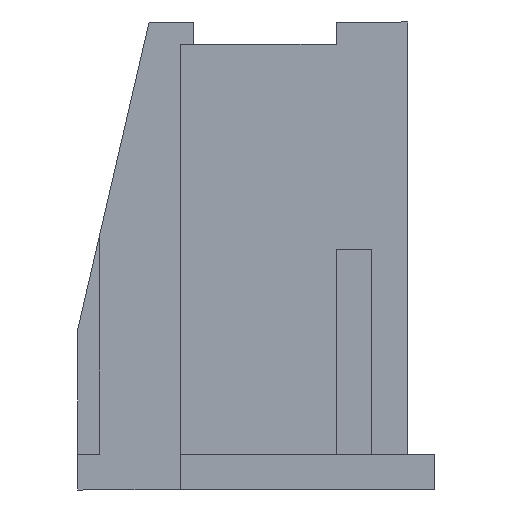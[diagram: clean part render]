
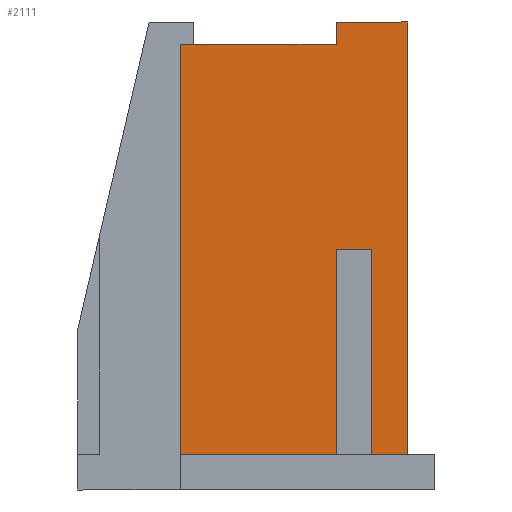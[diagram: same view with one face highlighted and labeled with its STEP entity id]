
A CAD part, left-side view. The second image highlights one B-rep face of the part: STEP entity #2111.
In plain terms, the highlighted planar face has unit normal (-1, 0, 0).
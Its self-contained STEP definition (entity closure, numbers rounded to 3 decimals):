
#1361 = VERTEX_POINT ( 'NONE', #3870 ) ;
#1362 = VERTEX_POINT ( 'NONE', #3869 ) ;
#1364 = EDGE_CURVE ( 'NONE', #1365, #1362, #3929, .T. ) ;
#1365 = VERTEX_POINT ( 'NONE', #3925 ) ;
#1387 = EDGE_CURVE ( 'NONE', #1365, #1388, #3954, .T. ) ;
#1388 = VERTEX_POINT ( 'NONE', #3950 ) ;
#1647 = EDGE_CURVE ( 'NONE', #1723, #1361, #4915, .T. ) ;
#1723 = VERTEX_POINT ( 'NONE', #5038 ) ;
#2031 = ORIENTED_EDGE ( 'NONE', *, *, #2134, .T. ) ;
#2032 = ORIENTED_EDGE ( 'NONE', *, *, #1387, .F. ) ;
#2033 = ORIENTED_EDGE ( 'NONE', *, *, #1364, .T. ) ;
#2034 = ORIENTED_EDGE ( 'NONE', *, *, #2035, .T. ) ;
#2035 = EDGE_CURVE ( 'NONE', #1362, #2043, #5785, .T. ) ;
#2043 = VERTEX_POINT ( 'NONE', #5828 ) ;
#2044 = VERTEX_POINT ( 'NONE', #5826 ) ;
#2045 = ORIENTED_EDGE ( 'NONE', *, *, #2046, .T. ) ;
#2046 = EDGE_CURVE ( 'NONE', #2044, #1723, #5820, .T. ) ;
#2047 = ORIENTED_EDGE ( 'NONE', *, *, #1647, .T. ) ;
#2048 = ORIENTED_EDGE ( 'NONE', *, *, #2049, .T. ) ;
#2049 = EDGE_CURVE ( 'NONE', #1361, #2050, #5811, .T. ) ;
#2050 = VERTEX_POINT ( 'NONE', #5936 ) ;
#2051 = ORIENTED_EDGE ( 'NONE', *, *, #2052, .F. ) ;
#2052 = EDGE_CURVE ( 'NONE', #2053, #2050, #5930, .T. ) ;
#2053 = VERTEX_POINT ( 'NONE', #5923 ) ;
#2054 = ORIENTED_EDGE ( 'NONE', *, *, #2055, .T. ) ;
#2055 = EDGE_CURVE ( 'NONE', #2053, #2135, #5919, .T. ) ;
#2111 = ADVANCED_FACE ( 'NONE', ( #5993 ), #6059, .F. ) ;
#2112 = EDGE_LOOP ( 'NONE', ( #2113, #2045, #2047, #2048, #2051, #2054, #2031, #2032, #2033, #2034 ) ) ;
#2113 = ORIENTED_EDGE ( 'NONE', *, *, #2114, .T. ) ;
#2114 = EDGE_CURVE ( 'NONE', #2043, #2044, #6054, .T. ) ;
#2134 = EDGE_CURVE ( 'NONE', #2135, #1388, #6074, .T. ) ;
#2135 = VERTEX_POINT ( 'NONE', #6069 ) ;
#3869 = CARTESIAN_POINT ( 'NONE',  ( -35.7, 1.6, -9.7 ) ) ;
#3870 = CARTESIAN_POINT ( 'NONE',  ( -35.7, 0., -9.7 ) ) ;
#3925 = CARTESIAN_POINT ( 'NONE',  ( -35.7, 5.1, -9.7 ) ) ;
#3926 = DIRECTION ( 'NONE',  ( 0., -1., 0. ) ) ;
#3927 = VECTOR ( 'NONE', #3926, 1000. ) ;
#3928 = CARTESIAN_POINT ( 'NONE',  ( -35.7, 5.1, -9.7 ) ) ;
#3929 = LINE ( 'NONE', #3928, #3927 ) ;
#3950 = CARTESIAN_POINT ( 'NONE',  ( -35.7, 5.1, -0.5 ) ) ;
#3951 = DIRECTION ( 'NONE',  ( 0., 0., 1. ) ) ;
#3952 = VECTOR ( 'NONE', #3951, 1000. ) ;
#3953 = CARTESIAN_POINT ( 'NONE',  ( -35.7, 5.1, 0. ) ) ;
#3954 = LINE ( 'NONE', #3953, #3952 ) ;
#4912 = DIRECTION ( 'NONE',  ( 0., -1., 0. ) ) ;
#4913 = VECTOR ( 'NONE', #4912, 1000. ) ;
#4914 = CARTESIAN_POINT ( 'NONE',  ( -35.7, 5.1, -9.7 ) ) ;
#4915 = LINE ( 'NONE', #4914, #4913 ) ;
#5038 = CARTESIAN_POINT ( 'NONE',  ( -35.7, 0.8, -9.7 ) ) ;
#5782 = DIRECTION ( 'NONE',  ( 0., 0., 1. ) ) ;
#5783 = VECTOR ( 'NONE', #5782, 1000. ) ;
#5784 = CARTESIAN_POINT ( 'NONE',  ( -35.7, 1.6, -9.7 ) ) ;
#5785 = LINE ( 'NONE', #5784, #5783 ) ;
#5810 = CARTESIAN_POINT ( 'NONE',  ( -35.7, 0., 0. ) ) ;
#5811 = LINE ( 'NONE', #5810, #5940 ) ;
#5816 = DIRECTION ( 'NONE',  ( 0., 0., -1. ) ) ;
#5817 = VECTOR ( 'NONE', #5816, 1000. ) ;
#5818 = CARTESIAN_POINT ( 'NONE',  ( -35.7, 0.8, -5.1 ) ) ;
#5820 = LINE ( 'NONE', #5818, #5817 ) ;
#5826 = CARTESIAN_POINT ( 'NONE',  ( -35.7, 0.8, -5.1 ) ) ;
#5828 = CARTESIAN_POINT ( 'NONE',  ( -35.7, 1.6, -5.1 ) ) ;
#5914 = DIRECTION ( 'NONE',  ( 0., 0., -1. ) ) ;
#5916 = VECTOR ( 'NONE', #5914, 1000. ) ;
#5918 = CARTESIAN_POINT ( 'NONE',  ( -35.7, 1.6, 0. ) ) ;
#5919 = LINE ( 'NONE', #5918, #5916 ) ;
#5923 = CARTESIAN_POINT ( 'NONE',  ( -35.7, 1.6, 0. ) ) ;
#5925 = DIRECTION ( 'NONE',  ( 0., -1., 0. ) ) ;
#5927 = VECTOR ( 'NONE', #5925, 1000. ) ;
#5929 = CARTESIAN_POINT ( 'NONE',  ( -35.7, 5.1, 0. ) ) ;
#5930 = LINE ( 'NONE', #5929, #5927 ) ;
#5936 = CARTESIAN_POINT ( 'NONE',  ( -35.7, 0., 0. ) ) ;
#5938 = DIRECTION ( 'NONE',  ( 0., 0., 1. ) ) ;
#5940 = VECTOR ( 'NONE', #5938, 1000. ) ;
#5993 = FACE_OUTER_BOUND ( 'NONE', #2112, .T. ) ;
#6051 = DIRECTION ( 'NONE',  ( 0., -1., 0. ) ) ;
#6052 = VECTOR ( 'NONE', #6051, 1000. ) ;
#6053 = CARTESIAN_POINT ( 'NONE',  ( -35.7, 1.6, -5.1 ) ) ;
#6054 = LINE ( 'NONE', #6053, #6052 ) ;
#6055 = DIRECTION ( 'NONE',  ( 0., -1., 0. ) ) ;
#6056 = DIRECTION ( 'NONE',  ( 1., 0., 0. ) ) ;
#6057 = CARTESIAN_POINT ( 'NONE',  ( -35.7, 5.1, 0. ) ) ;
#6058 = AXIS2_PLACEMENT_3D ( 'NONE', #6057, #6056, #6055 ) ;
#6059 = PLANE ( 'NONE',  #6058 ) ;
#6069 = CARTESIAN_POINT ( 'NONE',  ( -35.7, 1.6, -0.5 ) ) ;
#6071 = DIRECTION ( 'NONE',  ( 0., 1., 0. ) ) ;
#6072 = VECTOR ( 'NONE', #6071, 1000. ) ;
#6073 = CARTESIAN_POINT ( 'NONE',  ( -35.7, 5.1, -0.5 ) ) ;
#6074 = LINE ( 'NONE', #6073, #6072 ) ;
